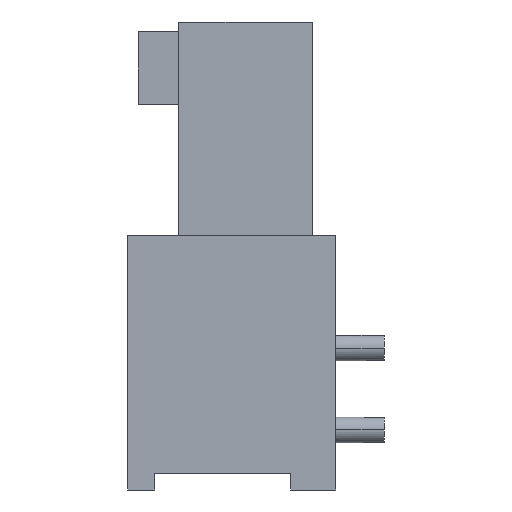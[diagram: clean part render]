
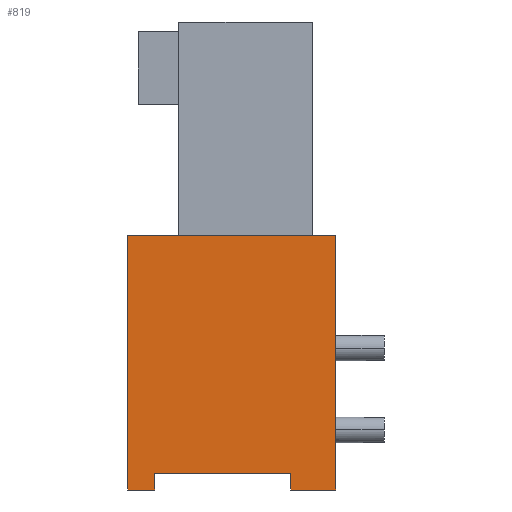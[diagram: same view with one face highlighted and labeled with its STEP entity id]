
A CAD part, left-side view. The second image highlights one B-rep face of the part: STEP entity #819.
In plain terms, the highlighted planar face has unit normal (-1, 0, 0).
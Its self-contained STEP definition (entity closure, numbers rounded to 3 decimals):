
#767=AXIS2_PLACEMENT_3D('Plane Axis2P3D',#764,#765,#766) ;
#49=CARTESIAN_POINT('Vertex',(0.,1.5,7.9)) ;
#52=CARTESIAN_POINT('Line Origine',(0.,1.5,3.95)) ;
#56=CARTESIAN_POINT('Vertex',(0.,1.5,0.)) ;
#169=CARTESIAN_POINT('Vertex',(0.,7.95,7.9)) ;
#172=CARTESIAN_POINT('Line Origine',(0.,4.725,7.9)) ;
#764=CARTESIAN_POINT('Axis2P3D Location',(0.,7.95,7.9)) ;
#769=CARTESIAN_POINT('Line Origine',(0.,7.11,0.25)) ;
#773=CARTESIAN_POINT('Vertex',(0.,7.11,0.5)) ;
#775=CARTESIAN_POINT('Vertex',(0.,7.11,0.)) ;
#778=CARTESIAN_POINT('Line Origine',(0.,5.001,0.5)) ;
#782=CARTESIAN_POINT('Vertex',(0.,2.893,0.5)) ;
#785=CARTESIAN_POINT('Line Origine',(0.,2.893,0.25)) ;
#789=CARTESIAN_POINT('Vertex',(0.,2.893,0.)) ;
#792=CARTESIAN_POINT('Line Origine',(0.,2.196,0.)) ;
#797=CARTESIAN_POINT('Line Origine',(0.,7.95,3.95)) ;
#801=CARTESIAN_POINT('Vertex',(0.,7.95,0.)) ;
#804=CARTESIAN_POINT('Line Origine',(0.,7.53,0.)) ;
#53=DIRECTION('Vector Direction',(0.,0.,-1.)) ;
#173=DIRECTION('Vector Direction',(0.,-1.,0.)) ;
#765=DIRECTION('Axis2P3D Direction',(1.,0.,0.)) ;
#766=DIRECTION('Axis2P3D XDirection',(0.,-1.,0.)) ;
#770=DIRECTION('Vector Direction',(0.,0.,-1.)) ;
#779=DIRECTION('Vector Direction',(0.,1.,0.)) ;
#786=DIRECTION('Vector Direction',(0.,0.,-1.)) ;
#793=DIRECTION('Vector Direction',(0.,-1.,0.)) ;
#798=DIRECTION('Vector Direction',(0.,0.,-1.)) ;
#805=DIRECTION('Vector Direction',(0.,-1.,0.)) ;
#54=VECTOR('Line Direction',#53,1.) ;
#174=VECTOR('Line Direction',#173,1.) ;
#771=VECTOR('Line Direction',#770,1.) ;
#780=VECTOR('Line Direction',#779,1.) ;
#787=VECTOR('Line Direction',#786,1.) ;
#794=VECTOR('Line Direction',#793,1.) ;
#799=VECTOR('Line Direction',#798,1.) ;
#806=VECTOR('Line Direction',#805,1.) ;
#810=ORIENTED_EDGE('',*,*,#777,.F.) ;
#811=ORIENTED_EDGE('',*,*,#784,.F.) ;
#812=ORIENTED_EDGE('',*,*,#791,.T.) ;
#813=ORIENTED_EDGE('',*,*,#796,.T.) ;
#814=ORIENTED_EDGE('',*,*,#58,.F.) ;
#815=ORIENTED_EDGE('',*,*,#176,.F.) ;
#816=ORIENTED_EDGE('',*,*,#803,.T.) ;
#817=ORIENTED_EDGE('',*,*,#808,.T.) ;
#819=ADVANCED_FACE('HOUSING',(#818),#768,.F.) ;
#58=EDGE_CURVE('',#50,#57,#55,.T.) ;
#176=EDGE_CURVE('',#170,#50,#175,.T.) ;
#777=EDGE_CURVE('',#774,#776,#772,.T.) ;
#784=EDGE_CURVE('',#783,#774,#781,.T.) ;
#791=EDGE_CURVE('',#783,#790,#788,.T.) ;
#796=EDGE_CURVE('',#790,#57,#795,.T.) ;
#803=EDGE_CURVE('',#170,#802,#800,.T.) ;
#808=EDGE_CURVE('',#802,#776,#807,.T.) ;
#809=EDGE_LOOP('',(#810,#811,#812,#813,#814,#815,#816,#817)) ;
#818=FACE_OUTER_BOUND('',#809,.T.) ;
#55=LINE('Line',#52,#54) ;
#175=LINE('Line',#172,#174) ;
#772=LINE('Line',#769,#771) ;
#781=LINE('Line',#778,#780) ;
#788=LINE('Line',#785,#787) ;
#795=LINE('Line',#792,#794) ;
#800=LINE('Line',#797,#799) ;
#807=LINE('Line',#804,#806) ;
#768=PLANE('',#767) ;
#50=VERTEX_POINT('',#49) ;
#57=VERTEX_POINT('',#56) ;
#170=VERTEX_POINT('',#169) ;
#774=VERTEX_POINT('',#773) ;
#776=VERTEX_POINT('',#775) ;
#783=VERTEX_POINT('',#782) ;
#790=VERTEX_POINT('',#789) ;
#802=VERTEX_POINT('',#801) ;
